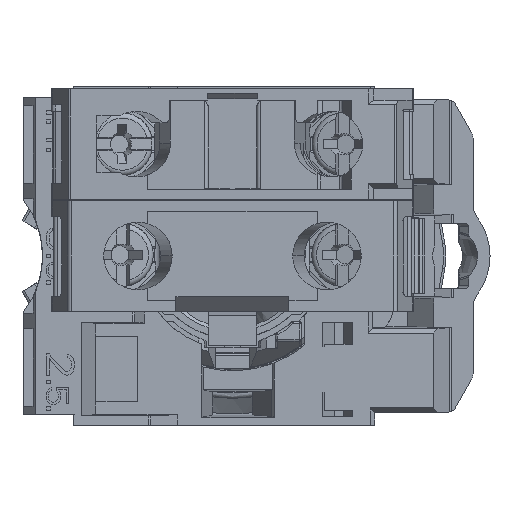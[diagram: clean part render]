
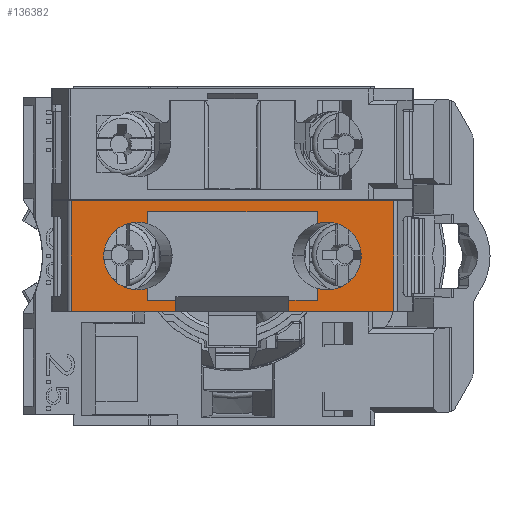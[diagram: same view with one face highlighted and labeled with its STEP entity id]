
A CAD part, front view. The second image highlights one B-rep face of the part: STEP entity #136382.
In plain terms, the highlighted planar face has unit normal (0, -1, 0).
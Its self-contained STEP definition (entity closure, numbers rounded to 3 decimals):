
#98711=DIRECTION('',(1.,0.,0.));
#98712=VECTOR('',#98711,9.289);
#98713=CARTESIAN_POINT('',(5.,0.,4.9));
#98714=LINE('',#98713,#98712);
#98727=DIRECTION('',(1.,0.,0.));
#98728=VECTOR('',#98727,9.289);
#98729=CARTESIAN_POINT('',(-14.289,0.,4.9));
#98730=LINE('',#98729,#98728);
#104461=DIRECTION('',(-1.,0.,0.));
#104462=VECTOR('',#104461,28.577);
#104463=CARTESIAN_POINT('',(14.289,0.,-4.9));
#104464=LINE('',#104463,#104462);
#105222=DIRECTION('',(0.,0.,-1.));
#105223=VECTOR('',#105222,9.8);
#105224=CARTESIAN_POINT('',(-14.289,0.,4.9));
#105225=LINE('',#105224,#105223);
#105230=CARTESIAN_POINT('',(-11.396,0.,0.));
#105231=CARTESIAN_POINT('',(-11.396,0.,0.335));
#105232=CARTESIAN_POINT('',(-11.295,0.,0.872));
#105233=CARTESIAN_POINT('',(-10.919,0.,1.714));
#105234=CARTESIAN_POINT('',(-10.219,0.,2.463));
#105235=CARTESIAN_POINT('',(-9.293,0.,2.911));
#105236=CARTESIAN_POINT('',(-8.37,0.,3.029));
#105237=CARTESIAN_POINT('',(-7.822,0.,2.973));
#105238=CARTESIAN_POINT('',(-7.5,0.,2.881));
#105240=CARTESIAN_POINT('',(-11.396,0.,0.));
#105241=CARTESIAN_POINT('',(-11.396,0.,-0.335));
#105242=CARTESIAN_POINT('',(-11.295,0.,-0.872));
#105243=CARTESIAN_POINT('',(-10.919,0.,-1.714));
#105244=CARTESIAN_POINT('',(-10.219,0.,-2.463));
#105245=CARTESIAN_POINT('',(-9.293,0.,-2.911));
#105246=CARTESIAN_POINT('',(-8.37,0.,-3.029));
#105247=CARTESIAN_POINT('',(-7.822,0.,-2.973));
#105248=CARTESIAN_POINT('',(-7.5,0.,-2.881));
#105250=DIRECTION('',(0.,0.,-1.));
#105251=VECTOR('',#105250,1.019);
#105252=CARTESIAN_POINT('',(-7.5,0.,-2.881));
#105253=LINE('',#105252,#105251);
#105254=DIRECTION('',(1.,0.,0.));
#105255=VECTOR('',#105254,15.);
#105256=CARTESIAN_POINT('',(-7.5,0.,-3.9));
#105257=LINE('',#105256,#105255);
#105258=DIRECTION('',(0.,0.,-1.));
#105259=VECTOR('',#105258,1.019);
#105260=CARTESIAN_POINT('',(7.5,0.,-2.881));
#105261=LINE('',#105260,#105259);
#105262=CARTESIAN_POINT('',(7.5,0.,-2.881));
#105263=CARTESIAN_POINT('',(7.822,0.,-2.973));
#105264=CARTESIAN_POINT('',(8.37,0.,-3.029));
#105265=CARTESIAN_POINT('',(9.293,0.,-2.911));
#105266=CARTESIAN_POINT('',(10.219,0.,-2.463));
#105267=CARTESIAN_POINT('',(10.919,0.,-1.714));
#105268=CARTESIAN_POINT('',(11.295,0.,-0.872));
#105269=CARTESIAN_POINT('',(11.396,0.,-0.335));
#105270=CARTESIAN_POINT('',(11.396,0.,0.));
#105272=CARTESIAN_POINT('',(7.5,0.,2.881));
#105273=CARTESIAN_POINT('',(7.822,0.,2.973));
#105274=CARTESIAN_POINT('',(8.37,0.,3.029));
#105275=CARTESIAN_POINT('',(9.293,0.,2.911));
#105276=CARTESIAN_POINT('',(10.219,0.,2.463));
#105277=CARTESIAN_POINT('',(10.919,0.,1.714));
#105278=CARTESIAN_POINT('',(11.295,0.,0.872));
#105279=CARTESIAN_POINT('',(11.396,0.,0.335));
#105280=CARTESIAN_POINT('',(11.396,0.,0.));
#105282=DIRECTION('',(0.,0.,1.));
#105283=VECTOR('',#105282,1.019);
#105284=CARTESIAN_POINT('',(7.5,0.,2.881));
#105285=LINE('',#105284,#105283);
#105286=DIRECTION('',(-1.,0.,0.));
#105287=VECTOR('',#105286,2.5);
#105288=CARTESIAN_POINT('',(7.5,0.,3.9));
#105289=LINE('',#105288,#105287);
#105290=DIRECTION('',(0.,0.,-1.));
#105291=VECTOR('',#105290,1.);
#105292=CARTESIAN_POINT('',(5.,0.,4.9));
#105293=LINE('',#105292,#105291);
#105294=DIRECTION('',(0.,0.,-1.));
#105295=VECTOR('',#105294,1.);
#105296=CARTESIAN_POINT('',(-5.,0.,4.9));
#105297=LINE('',#105296,#105295);
#105298=DIRECTION('',(-1.,0.,0.));
#105299=VECTOR('',#105298,2.5);
#105300=CARTESIAN_POINT('',(-5.,0.,3.9));
#105301=LINE('',#105300,#105299);
#105302=DIRECTION('',(0.,0.,1.));
#105303=VECTOR('',#105302,1.019);
#105304=CARTESIAN_POINT('',(-7.5,0.,2.881));
#105305=LINE('',#105304,#105303);
#105450=DIRECTION('',(0.,0.,1.));
#105451=VECTOR('',#105450,9.8);
#105452=CARTESIAN_POINT('',(14.289,0.,-4.9));
#105453=LINE('',#105452,#105451);
#115957=CARTESIAN_POINT('',(14.289,0.,4.9));
#115959=VERTEX_POINT('',#115957);
#115962=CARTESIAN_POINT('',(-14.289,0.,4.9));
#115964=VERTEX_POINT('',#115962);
#116025=CARTESIAN_POINT('',(7.5,0.,2.881));
#116026=CARTESIAN_POINT('',(7.5,0.,3.9));
#116027=VERTEX_POINT('',#116025);
#116028=VERTEX_POINT('',#116026);
#116029=CARTESIAN_POINT('',(-7.5,0.,2.881));
#116030=CARTESIAN_POINT('',(-7.5,0.,3.9));
#116031=VERTEX_POINT('',#116029);
#116032=VERTEX_POINT('',#116030);
#116039=CARTESIAN_POINT('',(-5.,0.,4.9));
#116041=VERTEX_POINT('',#116039);
#116043=CARTESIAN_POINT('',(5.,0.,4.9));
#116045=VERTEX_POINT('',#116043);
#116047=CARTESIAN_POINT('',(-5.,0.,3.9));
#116048=VERTEX_POINT('',#116047);
#116049=CARTESIAN_POINT('',(5.,0.,3.9));
#116050=VERTEX_POINT('',#116049);
#118366=CARTESIAN_POINT('',(-7.5,0.,-2.881));
#118367=CARTESIAN_POINT('',(-7.5,0.,-3.9));
#118368=VERTEX_POINT('',#118366);
#118369=VERTEX_POINT('',#118367);
#118370=CARTESIAN_POINT('',(7.5,0.,-3.9));
#118371=VERTEX_POINT('',#118370);
#118372=CARTESIAN_POINT('',(7.5,0.,-2.881));
#118373=VERTEX_POINT('',#118372);
#118411=CARTESIAN_POINT('',(14.289,0.,-4.9));
#118413=VERTEX_POINT('',#118411);
#118414=CARTESIAN_POINT('',(-14.289,0.,-4.9));
#118416=VERTEX_POINT('',#118414);
#119842=CARTESIAN_POINT('',(-11.396,0.,0.));
#119844=VERTEX_POINT('',#119842);
#119855=CARTESIAN_POINT('',(11.396,0.,0.));
#119857=VERTEX_POINT('',#119855);
#136343=CARTESIAN_POINT('',(14.5,0.,4.9));
#136344=DIRECTION('',(0.,-1.,0.));
#136345=DIRECTION('',(-1.,0.,0.));
#136346=AXIS2_PLACEMENT_3D('',#136343,#136344,#136345);
#136347=PLANE('',#136346);
#136349=ORIENTED_EDGE('',*,*,#136348,.F.);
#136351=ORIENTED_EDGE('',*,*,#136350,.T.);
#136353=ORIENTED_EDGE('',*,*,#136352,.T.);
#136355=ORIENTED_EDGE('',*,*,#136354,.T.);
#136357=ORIENTED_EDGE('',*,*,#136356,.F.);
#136359=ORIENTED_EDGE('',*,*,#136358,.T.);
#136361=ORIENTED_EDGE('',*,*,#136360,.F.);
#136363=ORIENTED_EDGE('',*,*,#136362,.T.);
#136365=ORIENTED_EDGE('',*,*,#136364,.T.);
#136367=ORIENTED_EDGE('',*,*,#136366,.F.);
#136368=ORIENTED_EDGE('',*,*,#124683,.T.);
#136370=ORIENTED_EDGE('',*,*,#136369,.F.);
#136371=ORIENTED_EDGE('',*,*,#134780,.T.);
#136372=ORIENTED_EDGE('',*,*,#136328,.F.);
#136373=ORIENTED_EDGE('',*,*,#124691,.T.);
#136375=ORIENTED_EDGE('',*,*,#136374,.T.);
#136377=ORIENTED_EDGE('',*,*,#136376,.T.);
#136379=ORIENTED_EDGE('',*,*,#136378,.F.);
#136380=EDGE_LOOP('',(#136349,#136351,#136353,#136355,#136357,#136359,#136361,
#136363,#136365,#136367,#136368,#136370,#136371,#136372,#136373,#136375,#136377,
#136379));
#136381=FACE_OUTER_BOUND('',#136380,.F.);
#105239=B_SPLINE_CURVE_WITH_KNOTS('',3,(#105230,#105231,#105232,#105233,#105234,
#105235,#105236,#105237,#105238),.UNSPECIFIED.,.F.,.F.,(4,1,1,1,1,1,4),(0.,
0.125,0.25,0.5,0.75,0.875,1.),.UNSPECIFIED.);
#105249=B_SPLINE_CURVE_WITH_KNOTS('',3,(#105240,#105241,#105242,#105243,#105244,
#105245,#105246,#105247,#105248),.UNSPECIFIED.,.F.,.F.,(4,1,1,1,1,1,4),(0.,
0.125,0.25,0.5,0.75,0.875,1.),.UNSPECIFIED.);
#105271=B_SPLINE_CURVE_WITH_KNOTS('',3,(#105262,#105263,#105264,#105265,#105266,
#105267,#105268,#105269,#105270),.UNSPECIFIED.,.F.,.F.,(4,1,1,1,1,1,4),(0.,
0.125,0.25,0.5,0.75,0.875,1.),.UNSPECIFIED.);
#105281=B_SPLINE_CURVE_WITH_KNOTS('',3,(#105272,#105273,#105274,#105275,#105276,
#105277,#105278,#105279,#105280),.UNSPECIFIED.,.F.,.F.,(4,1,1,1,1,1,4),(0.,
0.125,0.25,0.5,0.75,0.875,1.),.UNSPECIFIED.);
#124683=EDGE_CURVE('',#116045,#115959,#98714,.T.);
#124691=EDGE_CURVE('',#115964,#116041,#98730,.T.);
#134780=EDGE_CURVE('',#118413,#118416,#104464,.T.);
#136328=EDGE_CURVE('',#115964,#118416,#105225,.T.);
#136348=EDGE_CURVE('',#119844,#116031,#105239,.T.);
#136350=EDGE_CURVE('',#119844,#118368,#105249,.T.);
#136352=EDGE_CURVE('',#118368,#118369,#105253,.T.);
#136354=EDGE_CURVE('',#118369,#118371,#105257,.T.);
#136356=EDGE_CURVE('',#118373,#118371,#105261,.T.);
#136358=EDGE_CURVE('',#118373,#119857,#105271,.T.);
#136360=EDGE_CURVE('',#116027,#119857,#105281,.T.);
#136362=EDGE_CURVE('',#116027,#116028,#105285,.T.);
#136364=EDGE_CURVE('',#116028,#116050,#105289,.T.);
#136366=EDGE_CURVE('',#116045,#116050,#105293,.T.);
#136369=EDGE_CURVE('',#118413,#115959,#105453,.T.);
#136374=EDGE_CURVE('',#116041,#116048,#105297,.T.);
#136376=EDGE_CURVE('',#116048,#116032,#105301,.T.);
#136378=EDGE_CURVE('',#116031,#116032,#105305,.T.);
#136382=ADVANCED_FACE('',(#136381),#136347,.T.);
